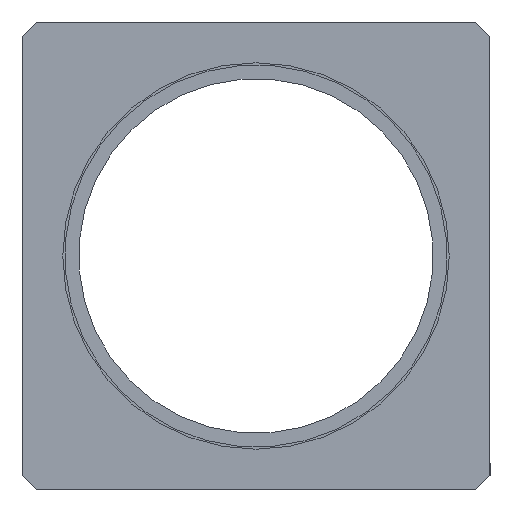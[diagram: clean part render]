
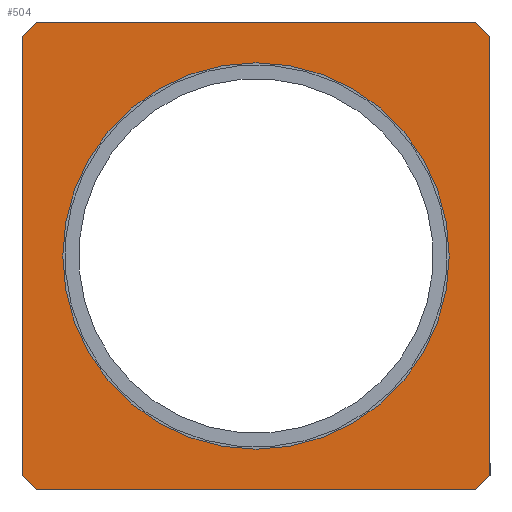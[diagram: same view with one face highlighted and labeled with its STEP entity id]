
A CAD part, front view. The second image highlights one B-rep face of the part: STEP entity #504.
In plain terms, the highlighted planar face has unit normal (0, -1, 0).
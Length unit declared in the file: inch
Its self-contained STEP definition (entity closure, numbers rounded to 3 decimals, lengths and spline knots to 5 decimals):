
#17 = VERTEX_POINT ( 'NONE', #158 ) ;
#24 = PLANE ( 'NONE',  #516 ) ;
#36 = VECTOR ( 'NONE', #1347, 39.37008 ) ;
#60 = EDGE_CURVE ( 'NONE', #1442, #908, #970, .T. ) ;
#61 = ORIENTED_EDGE ( 'NONE', *, *, #1501, .F. ) ;
#67 = VERTEX_POINT ( 'NONE', #1609 ) ;
#76 = VERTEX_POINT ( 'NONE', #1600 ) ;
#105 = DIRECTION ( 'NONE',  ( 0., 0., 1. ) ) ;
#158 = CARTESIAN_POINT ( 'NONE',  ( 0.62, 0., -0.66 ) ) ;
#199 = EDGE_CURVE ( 'NONE', #983, #1431, #1587, .T. ) ;
#226 = EDGE_LOOP ( 'NONE', ( #1457, #1544, #668, #790, #343, #61, #1596, #1350 ) ) ;
#229 = DIRECTION ( 'NONE',  ( 0., 1., 0. ) ) ;
#297 = DIRECTION ( 'NONE',  ( -0.707, 0., -0.707 ) ) ;
#301 = CARTESIAN_POINT ( 'NONE',  ( -0.66, 0., 0.62 ) ) ;
#304 = VERTEX_POINT ( 'NONE', #918 ) ;
#312 = CARTESIAN_POINT ( 'NONE',  ( 0., 0., 0. ) ) ;
#343 = ORIENTED_EDGE ( 'NONE', *, *, #571, .T. ) ;
#363 = EDGE_LOOP ( 'NONE', ( #787, #1045 ) ) ;
#369 = LINE ( 'NONE', #658, #1473 ) ;
#383 = CARTESIAN_POINT ( 'NONE',  ( -0.62, 0., 0.66 ) ) ;
#419 = VERTEX_POINT ( 'NONE', #579 ) ;
#422 = VECTOR ( 'NONE', #1499, 39.37008 ) ;
#442 = LINE ( 'NONE', #1601, #422 ) ;
#448 = DIRECTION ( 'NONE',  ( 0., 0., -1. ) ) ;
#467 = LINE ( 'NONE', #1441, #36 ) ;
#470 = EDGE_CURVE ( 'NONE', #983, #908, #906, .T. ) ;
#486 = VECTOR ( 'NONE', #679, 39.37008 ) ;
#504 = ADVANCED_FACE ( 'NONE', ( #792, #835 ), #24, .T. ) ;
#512 = LINE ( 'NONE', #1742, #486 ) ;
#516 = AXIS2_PLACEMENT_3D ( 'NONE', #1733, #1691, #1592 ) ;
#548 = EDGE_CURVE ( 'NONE', #1442, #76, #512, .T. ) ;
#564 = VERTEX_POINT ( 'NONE', #871 ) ;
#571 = EDGE_CURVE ( 'NONE', #17, #304, #442, .T. ) ;
#579 = CARTESIAN_POINT ( 'NONE',  ( 0.66, 0., 0.62 ) ) ;
#584 = CARTESIAN_POINT ( 'NONE',  ( 0.66, 0., 0.66 ) ) ;
#585 = EDGE_CURVE ( 'NONE', #419, #1431, #467, .T. ) ;
#651 = EDGE_CURVE ( 'NONE', #564, #67, #1515, .T. ) ;
#658 = CARTESIAN_POINT ( 'NONE',  ( -0.66, 0., -0.66 ) ) ;
#668 = ORIENTED_EDGE ( 'NONE', *, *, #548, .T. ) ;
#679 = DIRECTION ( 'NONE',  ( 0.707, 0., -0.707 ) ) ;
#720 = AXIS2_PLACEMENT_3D ( 'NONE', #855, #846, #105 ) ;
#760 = CARTESIAN_POINT ( 'NONE',  ( -0.66, 0., 0.62 ) ) ;
#778 = DIRECTION ( 'NONE',  ( -1., 0., 0. ) ) ;
#782 = DIRECTION ( 'NONE',  ( 0., 0., 1. ) ) ;
#787 = ORIENTED_EDGE ( 'NONE', *, *, #651, .T. ) ;
#790 = ORIENTED_EDGE ( 'NONE', *, *, #1548, .F. ) ;
#792 = FACE_OUTER_BOUND ( 'NONE', #226, .T. ) ;
#835 = FACE_BOUND ( 'NONE', #363, .T. ) ;
#846 = DIRECTION ( 'NONE',  ( 0., 1., 0. ) ) ;
#855 = CARTESIAN_POINT ( 'NONE',  ( 0., 0., 0. ) ) ;
#871 = CARTESIAN_POINT ( 'NONE',  ( 0., 0., 0.545 ) ) ;
#906 = LINE ( 'NONE', #301, #930 ) ;
#908 = VERTEX_POINT ( 'NONE', #760 ) ;
#918 = CARTESIAN_POINT ( 'NONE',  ( 0.66, 0., -0.62 ) ) ;
#930 = VECTOR ( 'NONE', #297, 39.37008 ) ;
#933 = VECTOR ( 'NONE', #1667, 39.37008 ) ;
#942 = EDGE_CURVE ( 'NONE', #67, #564, #1449, .T. ) ;
#970 = LINE ( 'NONE', #1655, #933 ) ;
#982 = CARTESIAN_POINT ( 'NONE',  ( -0.66, 0., -0.62 ) ) ;
#983 = VERTEX_POINT ( 'NONE', #383 ) ;
#1011 = VECTOR ( 'NONE', #448, 39.37008 ) ;
#1045 = ORIENTED_EDGE ( 'NONE', *, *, #942, .T. ) ;
#1155 = DIRECTION ( 'NONE',  ( 1., 0., 0. ) ) ;
#1344 = LINE ( 'NONE', #584, #1011 ) ;
#1347 = DIRECTION ( 'NONE',  ( -0.707, 0., 0.707 ) ) ;
#1350 = ORIENTED_EDGE ( 'NONE', *, *, #199, .F. ) ;
#1368 = CARTESIAN_POINT ( 'NONE',  ( -0.66, 0., 0.66 ) ) ;
#1392 = AXIS2_PLACEMENT_3D ( 'NONE', #312, #229, #782 ) ;
#1431 = VERTEX_POINT ( 'NONE', #1504 ) ;
#1441 = CARTESIAN_POINT ( 'NONE',  ( 0.62, 0., 0.66 ) ) ;
#1442 = VERTEX_POINT ( 'NONE', #982 ) ;
#1449 = CIRCLE ( 'NONE', #1392, 0.545 ) ;
#1457 = ORIENTED_EDGE ( 'NONE', *, *, #470, .T. ) ;
#1473 = VECTOR ( 'NONE', #778, 39.37008 ) ;
#1499 = DIRECTION ( 'NONE',  ( 0.707, 0., 0.707 ) ) ;
#1501 = EDGE_CURVE ( 'NONE', #419, #304, #1344, .T. ) ;
#1504 = CARTESIAN_POINT ( 'NONE',  ( 0.62, 0., 0.66 ) ) ;
#1515 = CIRCLE ( 'NONE', #720, 0.545 ) ;
#1533 = VECTOR ( 'NONE', #1155, 39.37008 ) ;
#1544 = ORIENTED_EDGE ( 'NONE', *, *, #60, .F. ) ;
#1548 = EDGE_CURVE ( 'NONE', #17, #76, #369, .T. ) ;
#1587 = LINE ( 'NONE', #1368, #1533 ) ;
#1592 = DIRECTION ( 'NONE',  ( 0., 0., -1. ) ) ;
#1596 = ORIENTED_EDGE ( 'NONE', *, *, #585, .T. ) ;
#1600 = CARTESIAN_POINT ( 'NONE',  ( -0.62, 0., -0.66 ) ) ;
#1601 = CARTESIAN_POINT ( 'NONE',  ( 0.66, 0., -0.62 ) ) ;
#1609 = CARTESIAN_POINT ( 'NONE',  ( 0., 0., -0.545 ) ) ;
#1655 = CARTESIAN_POINT ( 'NONE',  ( -0.66, 0., 0.66 ) ) ;
#1667 = DIRECTION ( 'NONE',  ( 0., 0., 1. ) ) ;
#1691 = DIRECTION ( 'NONE',  ( 0., -1., 0. ) ) ;
#1733 = CARTESIAN_POINT ( 'NONE',  ( 0., 0., 0. ) ) ;
#1742 = CARTESIAN_POINT ( 'NONE',  ( -0.62, 0., -0.66 ) ) ;
